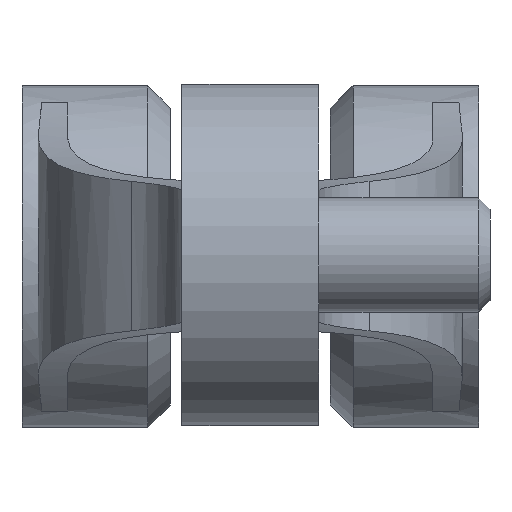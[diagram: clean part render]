
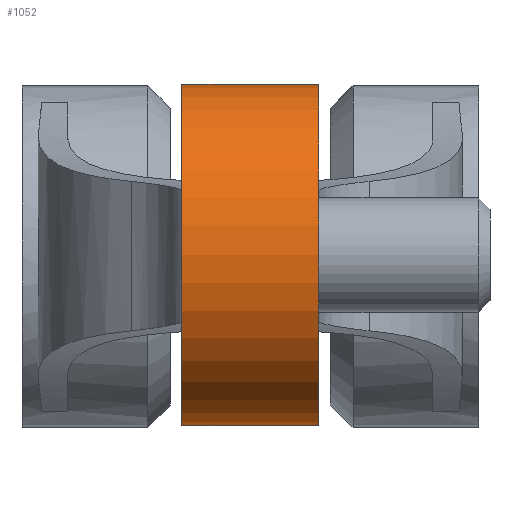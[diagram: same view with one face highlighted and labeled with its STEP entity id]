
A CAD part, top view. The second image highlights one B-rep face of the part: STEP entity #1052.
In plain terms, the highlighted cylindrical face has radius 66.675 mm (diameter 133.35 mm), a partial arc.
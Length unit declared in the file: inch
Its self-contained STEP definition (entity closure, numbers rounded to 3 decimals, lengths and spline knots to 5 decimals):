
#108=FACE_OUTER_BOUND('',#183,.T.);
#183=EDGE_LOOP('',(#891,#892,#893,#894));
#222=CIRCLE('',#1130,2.625);
#270=CIRCLE('',#1204,2.625);
#297=LINE('',#1579,#342);
#337=LINE('',#2025,#382);
#342=VECTOR('',#1225,137.79528);
#382=VECTOR('',#1513,137.79528);
#391=VERTEX_POINT('',#1576);
#392=VERTEX_POINT('',#1578);
#437=VERTEX_POINT('',#1840);
#491=VERTEX_POINT('',#2021);
#499=EDGE_CURVE('',#392,#391,#297,.T.);
#559=EDGE_CURVE('',#392,#437,#222,.T.);
#632=EDGE_CURVE('',#391,#491,#270,.T.);
#633=EDGE_CURVE('',#437,#491,#337,.T.);
#891=ORIENTED_EDGE('',*,*,#632,.T.);
#892=ORIENTED_EDGE('',*,*,#633,.F.);
#893=ORIENTED_EDGE('',*,*,#559,.F.);
#894=ORIENTED_EDGE('',*,*,#499,.T.);
#960=CYLINDRICAL_SURFACE('',#1205,2.625);
#1052=ADVANCED_FACE('',(#108),#960,.T.);
#1130=AXIS2_PLACEMENT_3D('',#1844,#1341,#1342);
#1204=AXIS2_PLACEMENT_3D('',#2023,#1509,#1510);
#1205=AXIS2_PLACEMENT_3D('',#2024,#1511,#1512);
#1225=DIRECTION('',(-1.,0.,0.));
#1341=DIRECTION('center_axis',(1.,0.,0.));
#1342=DIRECTION('ref_axis',(0.,1.,-0.001));
#1509=DIRECTION('center_axis',(1.,0.,0.));
#1510=DIRECTION('ref_axis',(0.,1.,-0.001));
#1511=DIRECTION('center_axis',(1.,0.,0.));
#1512=DIRECTION('ref_axis',(0.,0.,1.));
#1513=DIRECTION('',(-1.,0.,0.));
#1576=CARTESIAN_POINT('',(-4.55,2.36795,-1.13289));
#1578=CARTESIAN_POINT('',(-2.45,2.36795,-1.13289));
#1579=CARTESIAN_POINT('',(1.75,2.36795,-1.13289));
#1840=CARTESIAN_POINT('',(-2.45,-2.36795,-1.13289));
#1844=CARTESIAN_POINT('Origin',(-2.45,0.,0.));
#2021=CARTESIAN_POINT('',(-4.55,-2.36795,-1.13289));
#2023=CARTESIAN_POINT('Origin',(-4.55,0.,0.));
#2024=CARTESIAN_POINT('Origin',(-2.45,0.,0.));
#2025=CARTESIAN_POINT('',(1.75,-2.36795,-1.13289));
